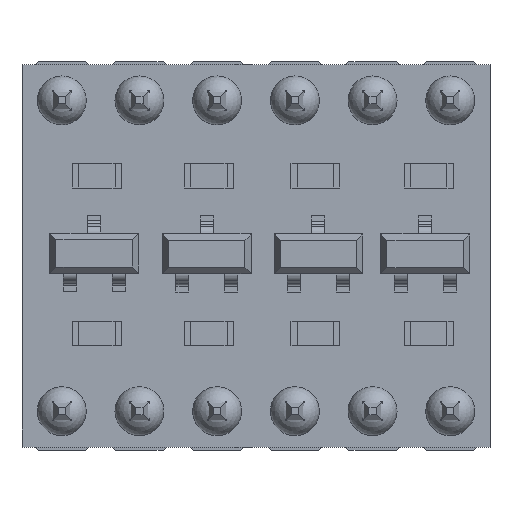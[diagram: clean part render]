
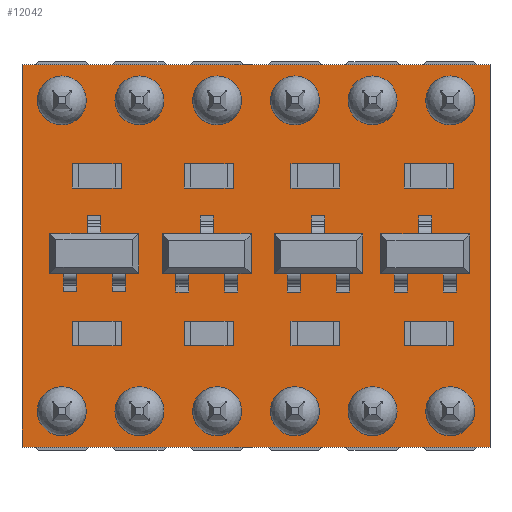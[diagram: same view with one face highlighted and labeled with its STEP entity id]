
A CAD part, top view. The second image highlights one B-rep face of the part: STEP entity #12042.
In plain terms, the highlighted planar face has unit normal (0, 0, 1).
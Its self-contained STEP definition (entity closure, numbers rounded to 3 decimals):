
#254=FACE_BOUND('',#1196,.T.);
#255=FACE_BOUND('',#1197,.T.);
#256=FACE_BOUND('',#1198,.T.);
#257=FACE_BOUND('',#1199,.T.);
#258=FACE_BOUND('',#1200,.T.);
#259=FACE_BOUND('',#1201,.T.);
#260=FACE_BOUND('',#1202,.T.);
#261=FACE_BOUND('',#1203,.T.);
#262=FACE_BOUND('',#1204,.T.);
#263=FACE_BOUND('',#1205,.T.);
#264=FACE_BOUND('',#1206,.T.);
#265=FACE_BOUND('',#1207,.T.);
#302=CIRCLE('',#13035,0.45);
#303=CIRCLE('',#13036,0.45);
#304=CIRCLE('',#13037,0.45);
#305=CIRCLE('',#13038,0.45);
#306=CIRCLE('',#13039,0.45);
#307=CIRCLE('',#13040,0.45);
#308=CIRCLE('',#13041,0.45);
#309=CIRCLE('',#13042,0.45);
#310=CIRCLE('',#13043,0.45);
#311=CIRCLE('',#13044,0.45);
#312=CIRCLE('',#13045,0.45);
#313=CIRCLE('',#13046,0.45);
#449=FACE_OUTER_BOUND('',#1195,.T.);
#1195=EDGE_LOOP('',(#7806,#7807,#7808,#7809));
#1196=EDGE_LOOP('',(#7810));
#1197=EDGE_LOOP('',(#7811));
#1198=EDGE_LOOP('',(#7812));
#1199=EDGE_LOOP('',(#7813));
#1200=EDGE_LOOP('',(#7814));
#1201=EDGE_LOOP('',(#7815));
#1202=EDGE_LOOP('',(#7816));
#1203=EDGE_LOOP('',(#7817));
#1204=EDGE_LOOP('',(#7818));
#1205=EDGE_LOOP('',(#7819));
#1206=EDGE_LOOP('',(#7820));
#1207=EDGE_LOOP('',(#7821));
#1987=LINE('',#17333,#3515);
#1991=LINE('',#17341,#3519);
#1993=LINE('',#17345,#3521);
#1996=LINE('',#17350,#3524);
#3515=VECTOR('',#13960,1.);
#3519=VECTOR('',#13966,1.);
#3521=VECTOR('',#13970,1.);
#3524=VECTOR('',#13975,1.);
#5042=VERTEX_POINT('',#17329);
#5044=VERTEX_POINT('',#17332);
#5046=VERTEX_POINT('',#17338);
#5048=VERTEX_POINT('',#17344);
#5050=VERTEX_POINT('',#17351);
#5051=VERTEX_POINT('',#17353);
#5052=VERTEX_POINT('',#17355);
#5053=VERTEX_POINT('',#17357);
#5054=VERTEX_POINT('',#17359);
#5055=VERTEX_POINT('',#17361);
#5056=VERTEX_POINT('',#17363);
#5057=VERTEX_POINT('',#17365);
#5058=VERTEX_POINT('',#17367);
#5059=VERTEX_POINT('',#17369);
#5060=VERTEX_POINT('',#17371);
#5061=VERTEX_POINT('',#17373);
#6123=EDGE_CURVE('',#5042,#5044,#1987,.T.);
#6127=EDGE_CURVE('',#5046,#5042,#1991,.T.);
#6129=EDGE_CURVE('',#5044,#5048,#1993,.T.);
#6132=EDGE_CURVE('',#5048,#5046,#1996,.T.);
#6133=EDGE_CURVE('',#5050,#5050,#302,.T.);
#6134=EDGE_CURVE('',#5051,#5051,#303,.T.);
#6135=EDGE_CURVE('',#5052,#5052,#304,.T.);
#6136=EDGE_CURVE('',#5053,#5053,#305,.T.);
#6137=EDGE_CURVE('',#5054,#5054,#306,.T.);
#6138=EDGE_CURVE('',#5055,#5055,#307,.T.);
#6139=EDGE_CURVE('',#5056,#5056,#308,.T.);
#6140=EDGE_CURVE('',#5057,#5057,#309,.T.);
#6141=EDGE_CURVE('',#5058,#5058,#310,.T.);
#6142=EDGE_CURVE('',#5059,#5059,#311,.T.);
#6143=EDGE_CURVE('',#5060,#5060,#312,.T.);
#6144=EDGE_CURVE('',#5061,#5061,#313,.T.);
#7806=ORIENTED_EDGE('',*,*,#6123,.F.);
#7807=ORIENTED_EDGE('',*,*,#6127,.F.);
#7808=ORIENTED_EDGE('',*,*,#6132,.F.);
#7809=ORIENTED_EDGE('',*,*,#6129,.F.);
#7810=ORIENTED_EDGE('',*,*,#6133,.F.);
#7811=ORIENTED_EDGE('',*,*,#6134,.F.);
#7812=ORIENTED_EDGE('',*,*,#6135,.F.);
#7813=ORIENTED_EDGE('',*,*,#6136,.F.);
#7814=ORIENTED_EDGE('',*,*,#6137,.F.);
#7815=ORIENTED_EDGE('',*,*,#6138,.F.);
#7816=ORIENTED_EDGE('',*,*,#6139,.F.);
#7817=ORIENTED_EDGE('',*,*,#6140,.F.);
#7818=ORIENTED_EDGE('',*,*,#6141,.F.);
#7819=ORIENTED_EDGE('',*,*,#6142,.F.);
#7820=ORIENTED_EDGE('',*,*,#6143,.F.);
#7821=ORIENTED_EDGE('',*,*,#6144,.F.);
#11141=PLANE('',#13034);
#12042=ADVANCED_FACE('',(#449,#254,#255,#256,#257,#258,#259,#260,#261,#262,
#263,#264,#265),#11141,.T.);
#13034=AXIS2_PLACEMENT_3D('',#17349,#13973,#13974);
#13035=AXIS2_PLACEMENT_3D('',#17352,#13976,#13977);
#13036=AXIS2_PLACEMENT_3D('',#17354,#13978,#13979);
#13037=AXIS2_PLACEMENT_3D('',#17356,#13980,#13981);
#13038=AXIS2_PLACEMENT_3D('',#17358,#13982,#13983);
#13039=AXIS2_PLACEMENT_3D('',#17360,#13984,#13985);
#13040=AXIS2_PLACEMENT_3D('',#17362,#13986,#13987);
#13041=AXIS2_PLACEMENT_3D('',#17364,#13988,#13989);
#13042=AXIS2_PLACEMENT_3D('',#17366,#13990,#13991);
#13043=AXIS2_PLACEMENT_3D('',#17368,#13992,#13993);
#13044=AXIS2_PLACEMENT_3D('',#17370,#13994,#13995);
#13045=AXIS2_PLACEMENT_3D('',#17372,#13996,#13997);
#13046=AXIS2_PLACEMENT_3D('',#17374,#13998,#13999);
#13960=DIRECTION('',(1.,0.,0.));
#13966=DIRECTION('',(0.,1.,0.));
#13970=DIRECTION('',(0.,-1.,0.));
#13973=DIRECTION('center_axis',(0.,0.,1.));
#13974=DIRECTION('ref_axis',(1.,0.,0.));
#13975=DIRECTION('',(-1.,0.,0.));
#13976=DIRECTION('center_axis',(0.,0.,1.));
#13977=DIRECTION('ref_axis',(1.,0.,0.));
#13978=DIRECTION('center_axis',(0.,0.,1.));
#13979=DIRECTION('ref_axis',(1.,0.,0.));
#13980=DIRECTION('center_axis',(0.,0.,1.));
#13981=DIRECTION('ref_axis',(1.,0.,0.));
#13982=DIRECTION('center_axis',(0.,0.,1.));
#13983=DIRECTION('ref_axis',(1.,0.,0.));
#13984=DIRECTION('center_axis',(0.,0.,1.));
#13985=DIRECTION('ref_axis',(1.,0.,0.));
#13986=DIRECTION('center_axis',(0.,0.,1.));
#13987=DIRECTION('ref_axis',(1.,0.,0.));
#13988=DIRECTION('center_axis',(0.,0.,1.));
#13989=DIRECTION('ref_axis',(1.,0.,0.));
#13990=DIRECTION('center_axis',(0.,0.,1.));
#13991=DIRECTION('ref_axis',(1.,0.,0.));
#13992=DIRECTION('center_axis',(0.,0.,1.));
#13993=DIRECTION('ref_axis',(1.,0.,0.));
#13994=DIRECTION('center_axis',(0.,0.,1.));
#13995=DIRECTION('ref_axis',(1.,0.,0.));
#13996=DIRECTION('center_axis',(0.,0.,1.));
#13997=DIRECTION('ref_axis',(1.,0.,0.));
#13998=DIRECTION('center_axis',(0.,0.,1.));
#13999=DIRECTION('ref_axis',(1.,0.,0.));
#17329=CARTESIAN_POINT('',(-7.65,6.25,0.));
#17332=CARTESIAN_POINT('',(7.65,6.25,0.));
#17333=CARTESIAN_POINT('',(-7.65,6.25,0.));
#17338=CARTESIAN_POINT('',(-7.65,-6.25,0.));
#17341=CARTESIAN_POINT('',(-7.65,-6.25,0.));
#17344=CARTESIAN_POINT('',(7.65,-6.25,0.));
#17345=CARTESIAN_POINT('',(7.65,6.25,0.));
#17349=CARTESIAN_POINT('Origin',(0.,0.,0.));
#17350=CARTESIAN_POINT('',(7.65,-6.25,0.));
#17351=CARTESIAN_POINT('',(-6.8,-5.08,0.));
#17352=CARTESIAN_POINT('Origin',(-6.35,-5.08,0.));
#17353=CARTESIAN_POINT('',(-4.26,-5.08,0.));
#17354=CARTESIAN_POINT('Origin',(-3.81,-5.08,0.));
#17355=CARTESIAN_POINT('',(-1.72,-5.08,0.));
#17356=CARTESIAN_POINT('Origin',(-1.27,-5.08,0.));
#17357=CARTESIAN_POINT('',(0.82,-5.08,0.));
#17358=CARTESIAN_POINT('Origin',(1.27,-5.08,0.));
#17359=CARTESIAN_POINT('',(3.36,-5.08,0.));
#17360=CARTESIAN_POINT('Origin',(3.81,-5.08,0.));
#17361=CARTESIAN_POINT('',(5.9,-5.08,0.));
#17362=CARTESIAN_POINT('Origin',(6.35,-5.08,0.));
#17363=CARTESIAN_POINT('',(-6.8,5.08,0.));
#17364=CARTESIAN_POINT('Origin',(-6.35,5.08,0.));
#17365=CARTESIAN_POINT('',(-4.26,5.08,0.));
#17366=CARTESIAN_POINT('Origin',(-3.81,5.08,0.));
#17367=CARTESIAN_POINT('',(-1.72,5.08,0.));
#17368=CARTESIAN_POINT('Origin',(-1.27,5.08,0.));
#17369=CARTESIAN_POINT('',(0.82,5.08,0.));
#17370=CARTESIAN_POINT('Origin',(1.27,5.08,0.));
#17371=CARTESIAN_POINT('',(3.36,5.08,0.));
#17372=CARTESIAN_POINT('Origin',(3.81,5.08,0.));
#17373=CARTESIAN_POINT('',(5.9,5.08,0.));
#17374=CARTESIAN_POINT('Origin',(6.35,5.08,0.));
